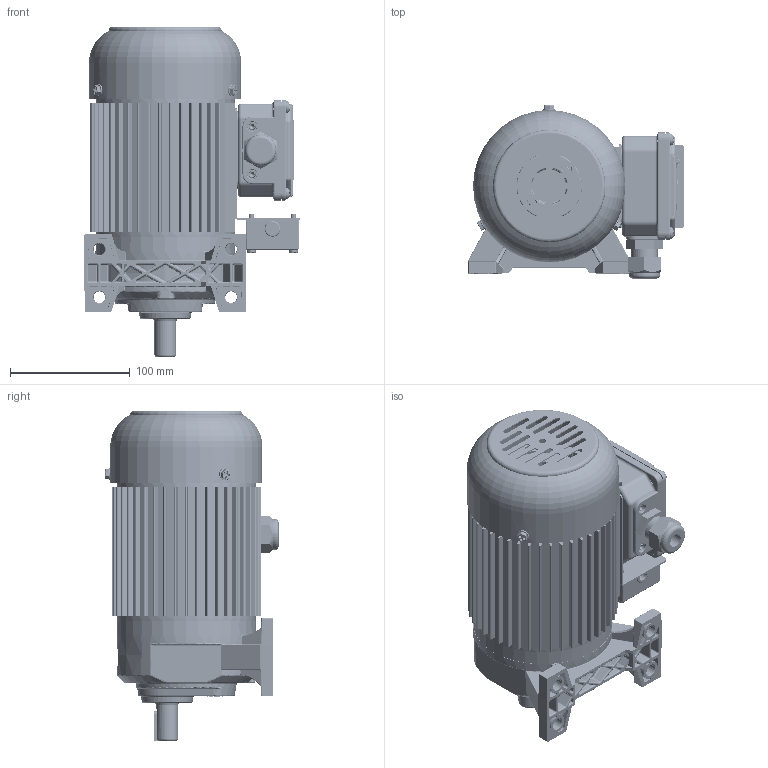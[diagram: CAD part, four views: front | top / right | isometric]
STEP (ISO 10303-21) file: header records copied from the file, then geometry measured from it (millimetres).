
FILE_DESCRIPTION (( 'STEP AP203' ), '1' );
FILE_NAME ('GHM-18-100-S.STEP', '2016-03-29T03:28:33', ( '' ), ( '' ), 'SwSTEP 2.0', 'SolidWorks 2012', '' );
FILE_SCHEMA (( 'CONFIG_CONTROL_DESIGN' ));
Length unit declared in the file: millimetre
Products named in the file (1): GHM-18-100-S
Bounding box: 180.26 x 144.5 x 275.5 mm (x, y, z)
Volume: 957095.3 mm3; surface area: 576296.4 mm2
Topology: 31 solids, 32 shells, 6294 faces, 15473 edges, 9127 vertices
Faces by surface type: cylinder 1893, plane 1529, bspline 1188, torus 996, cone 392, sphere 296
Entity records: 223124 total; most frequent: CARTESIAN_POINT 83626, ORIENTED_EDGE 30252, DIRECTION 28544, EDGE_CURVE 15126, AXIS2_PLACEMENT_3D 11642, VERTEX_POINT 9090, EDGE_LOOP 6782, CIRCLE 6536
